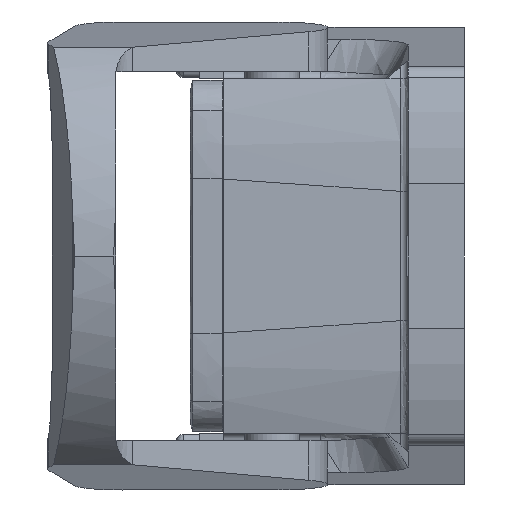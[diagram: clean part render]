
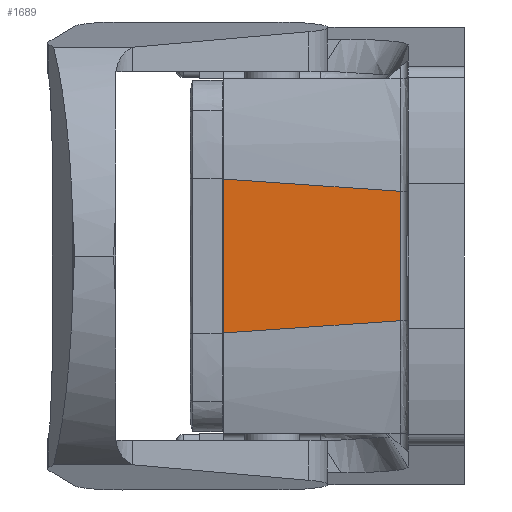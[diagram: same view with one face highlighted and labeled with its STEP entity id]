
A CAD part, left-side view. The second image highlights one B-rep face of the part: STEP entity #1689.
In plain terms, the highlighted planar face has unit normal (-1, 0, 0).
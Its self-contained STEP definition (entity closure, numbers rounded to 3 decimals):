
#1689=ADVANCED_FACE('',(#2878),#2202,.T.);
#2202=PLANE('',#15217);
#2878=FACE_OUTER_BOUND('',#3645,.T.);
#3645=EDGE_LOOP('',(#7628,#7629,#7630,#7631));
#7628=ORIENTED_EDGE('',*,*,#10889,.T.);
#7629=ORIENTED_EDGE('',*,*,#10808,.T.);
#7630=ORIENTED_EDGE('',*,*,#10890,.T.);
#7631=ORIENTED_EDGE('',*,*,#10862,.F.);
#8911=VERTEX_POINT('',#25171);
#8912=VERTEX_POINT('',#25173);
#8943=VERTEX_POINT('',#25558);
#8945=VERTEX_POINT('',#25578);
#10808=EDGE_CURVE('',#8912,#8911,#12611,.T.);
#10862=EDGE_CURVE('',#8945,#8943,#12637,.T.);
#10889=EDGE_CURVE('',#8945,#8912,#12659,.T.);
#10890=EDGE_CURVE('',#8911,#8943,#12660,.T.);
#12611=LINE('',#25172,#14145);
#12637=LINE('',#25579,#14171);
#12659=LINE('',#25673,#14193);
#12660=LINE('',#25675,#14194);
#14145=VECTOR('',#18349,1.);
#14171=VECTOR('',#18423,1.);
#14193=VECTOR('',#18473,1.);
#14194=VECTOR('',#18476,1.);
#15217=AXIS2_PLACEMENT_3D('',#25676,#18477,#18478);
#18349=DIRECTION('',(0.,-0.998,0.069));
#18423=DIRECTION('',(0.,-0.998,-0.069));
#18473=DIRECTION('',(0.,0.,-1.));
#18476=DIRECTION('',(0.,0.,1.));
#18477=DIRECTION('',(-1.,0.,0.));
#18478=DIRECTION('',(0.,0.,1.));
#25171=CARTESIAN_POINT('',(-60.5,-13.8,-8.069));
#25172=CARTESIAN_POINT('',(-60.5,8.2,-9.596));
#25173=CARTESIAN_POINT('',(-60.5,8.2,-9.596));
#25558=CARTESIAN_POINT('',(-60.5,-13.8,8.069));
#25578=CARTESIAN_POINT('',(-60.5,8.2,9.596));
#25579=CARTESIAN_POINT('',(-60.5,8.2,9.596));
#25673=CARTESIAN_POINT('',(-60.5,8.2,9.596));
#25675=CARTESIAN_POINT('',(-60.5,-13.8,-8.069));
#25676=CARTESIAN_POINT('',(-60.5,-14.93,-9.83));
